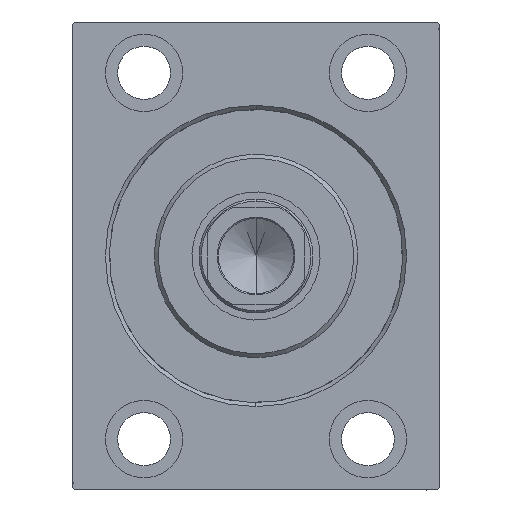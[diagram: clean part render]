
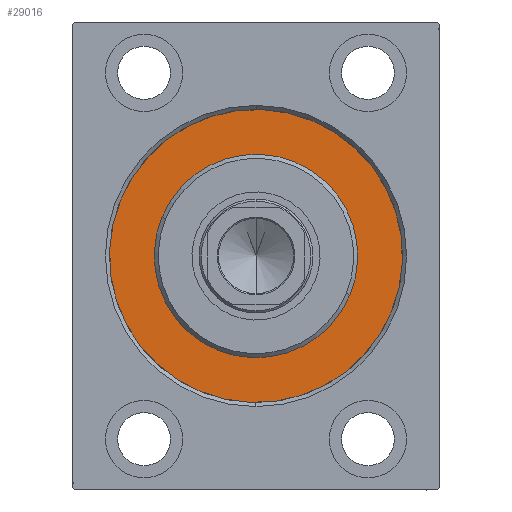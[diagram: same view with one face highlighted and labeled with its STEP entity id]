
A CAD part, left-side view. The second image highlights one B-rep face of the part: STEP entity #29016.
In plain terms, the highlighted face is planar.
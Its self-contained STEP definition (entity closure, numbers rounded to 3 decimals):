
#473 = VERTEX_POINT ( 'NONE', #35688 ) ;
#600 = CARTESIAN_POINT ( 'NONE',  ( 0., 0., 36. ) ) ;
#1115 = CARTESIAN_POINT ( 'NONE',  ( 0., 0., 0. ) ) ;
#1526 = EDGE_CURVE ( 'NONE', #6841, #473, #25221, .T. ) ;
#3331 = CARTESIAN_POINT ( 'NONE',  ( 0., 0., 0. ) ) ;
#6841 = VERTEX_POINT ( 'NONE', #600 ) ;
#8618 = FACE_OUTER_BOUND ( 'NONE', #33597, .T. ) ;
#9101 = ORIENTED_EDGE ( 'NONE', *, *, #1526, .F. ) ;
#9523 = DIRECTION ( 'NONE',  ( 1., 0., 0. ) ) ;
#10458 = AXIS2_PLACEMENT_3D ( 'NONE', #21061, #27252, #14418 ) ;
#10617 = DIRECTION ( 'NONE',  ( 0., 0., 1. ) ) ;
#11266 = VERTEX_POINT ( 'NONE', #14951 ) ;
#12223 = DIRECTION ( 'NONE',  ( 0., 0., 1. ) ) ;
#14087 = EDGE_CURVE ( 'NONE', #473, #6841, #31897, .T. ) ;
#14418 = DIRECTION ( 'NONE',  ( 0., 0., -1. ) ) ;
#14622 = DIRECTION ( 'NONE',  ( 0., 0., 1. ) ) ;
#14951 = CARTESIAN_POINT ( 'NONE',  ( 0., 0., -25. ) ) ;
#21061 = CARTESIAN_POINT ( 'NONE',  ( 0., 0., 0. ) ) ;
#22115 = DIRECTION ( 'NONE',  ( -1., 0., 0. ) ) ;
#22162 = EDGE_CURVE ( 'NONE', #30474, #11266, #29157, .T. ) ;
#22616 = EDGE_LOOP ( 'NONE', ( #37987, #34045 ) ) ;
#23021 = DIRECTION ( 'NONE',  ( 0., 0., -1. ) ) ;
#24544 = CARTESIAN_POINT ( 'NONE',  ( 0., 0., 0. ) ) ;
#25221 = CIRCLE ( 'NONE', #37209, 36. ) ;
#27252 = DIRECTION ( 'NONE',  ( 1., 0., 0. ) ) ;
#29016 = ADVANCED_FACE ( 'NONE', ( #38888, #8618 ), #34952, .F. ) ;
#29157 = CIRCLE ( 'NONE', #43259, 25. ) ;
#30227 = CIRCLE ( 'NONE', #10458, 25. ) ;
#30474 = VERTEX_POINT ( 'NONE', #32857 ) ;
#30907 = ORIENTED_EDGE ( 'NONE', *, *, #14087, .F. ) ;
#30973 = DIRECTION ( 'NONE',  ( -1., 0., 0. ) ) ;
#31204 = AXIS2_PLACEMENT_3D ( 'NONE', #24544, #30973, #10617 ) ;
#31897 = CIRCLE ( 'NONE', #31204, 36. ) ;
#32857 = CARTESIAN_POINT ( 'NONE',  ( 0., 0., 25. ) ) ;
#33597 = EDGE_LOOP ( 'NONE', ( #30907, #9101 ) ) ;
#34045 = ORIENTED_EDGE ( 'NONE', *, *, #40562, .F. ) ;
#34952 = PLANE ( 'NONE',  #39178 ) ;
#35688 = CARTESIAN_POINT ( 'NONE',  ( 0., 0., -36. ) ) ;
#36295 = DIRECTION ( 'NONE',  ( -1., 0., 0. ) ) ;
#37209 = AXIS2_PLACEMENT_3D ( 'NONE', #39825, #36295, #12223 ) ;
#37987 = ORIENTED_EDGE ( 'NONE', *, *, #22162, .F. ) ;
#38888 = FACE_BOUND ( 'NONE', #22616, .T. ) ;
#39178 = AXIS2_PLACEMENT_3D ( 'NONE', #1115, #22115, #14622 ) ;
#39825 = CARTESIAN_POINT ( 'NONE',  ( 0., 0., 0. ) ) ;
#40562 = EDGE_CURVE ( 'NONE', #11266, #30474, #30227, .T. ) ;
#43259 = AXIS2_PLACEMENT_3D ( 'NONE', #3331, #9523, #23021 ) ;
